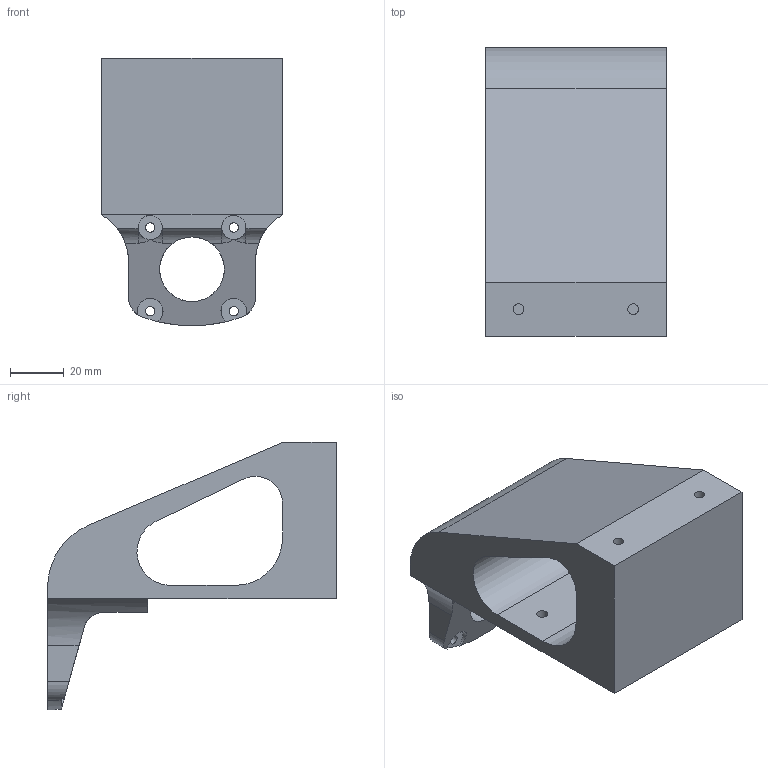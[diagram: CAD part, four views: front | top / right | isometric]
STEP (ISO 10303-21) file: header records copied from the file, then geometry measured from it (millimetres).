
FILE_DESCRIPTION(/* description */ (''),/* implementation_level */ '2;1');
FILE_NAME(/* name */ 'overhead z stepper motor mount v1.step',/* time_stamp */ '2025-08-05T14:41:31-07:00',/* author */ (''),/* organization */ (''),/* preprocessor_version */ 'ST-DEVELOPER v20.1',/* originating_system */ 'Autodesk Translation Framework v14.10.0.0',/* authorisation */ '');
FILE_SCHEMA (('AUTOMOTIVE_DESIGN { 1 0 10303 214 3 1 1 }'));
Length unit declared in the file: inch
Products named in the file (2): overhead z stepper motor mount; Component1
Assembly tree (1 placements, depth 2):
  overhead z stepper motor mount
    Component1
Bounding box: 67 x 107.13 x 99.06 mm (x, y, z)
Volume: 212828.8 mm3; surface area: 42999.7 mm2
Topology: 1 solids, 1 shells, 56 faces, 147 edges, 96 vertices
Faces by surface type: cylinder 27, plane 25, bspline 4
Full cylindrical faces by diameter (mm): 3.4 x4, 4 x2, 4.2 x2, 6.35 x2, 9 x2, 24 x1
Entity records: 2116 total; most frequent: CARTESIAN_POINT 619, DIRECTION 309, ORIENTED_EDGE 294, EDGE_CURVE 147, AXIS2_PLACEMENT_3D 118, VERTEX_POINT 96, EDGE_LOOP 75, LINE 73
